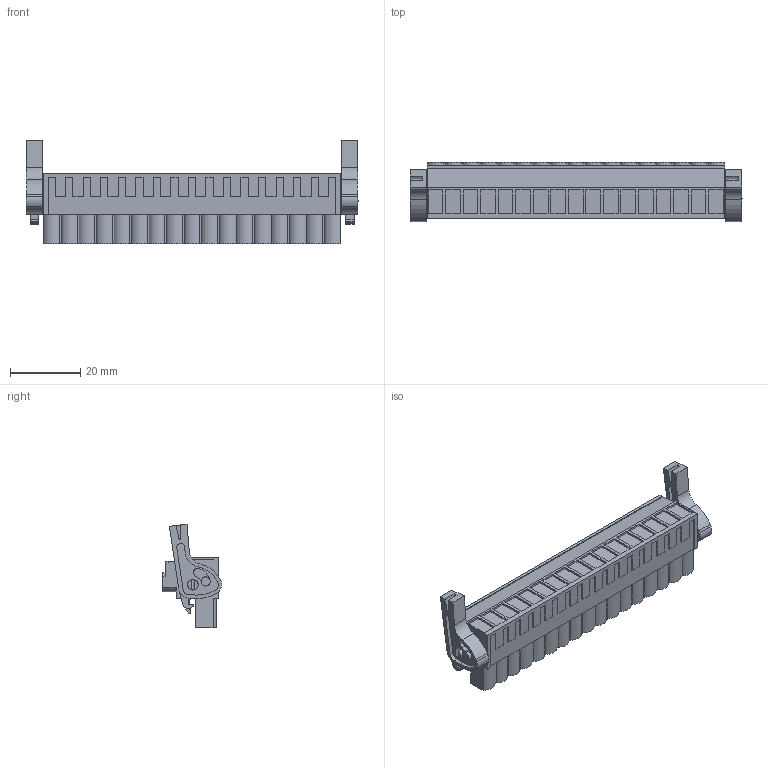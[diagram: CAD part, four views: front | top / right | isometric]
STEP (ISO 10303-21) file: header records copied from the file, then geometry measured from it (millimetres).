
FILE_DESCRIPTION(('CATIA V5 STEP Exchange','CAx-IF Rec.Pracs.--- Model Styling and Organization---1.2---2011-12-15'),'2;1');
FILE_NAME ('D1460372_0_1956220000_1956220000.stp','2017-05-31T12:57:37+00:00',('none'),('Weidmueller'),'CATIA Version 5-6 Release 2014','CATIA V5 STEP AP214','none');
FILE_SCHEMA(('AUTOMOTIVE_DESIGN { 1 0 10303 214 1 1 1 1 }'));
Length unit declared in the file: millimetre
Products named in the file (1): 1956220000
Bounding box: 94.7 x 16.89 x 29.52 mm (x, y, z)
Volume: 17952.4 mm3; surface area: 10772.9 mm2
Topology: 20 solids, 20 shells, 1168 faces, 3340 edges, 2290 vertices
Faces by surface type: plane 901, cylinder 265, extrusion 2
Entity records: 36835 total; most frequent: CARTESIAN_POINT 6863, ORIENTED_EDGE 6680, DIRECTION 4823, EDGE_CURVE 3340, VECTOR 2689, LINE 2687, VERTEX_POINT 2290, AXIS2_PLACEMENT_3D 1363
